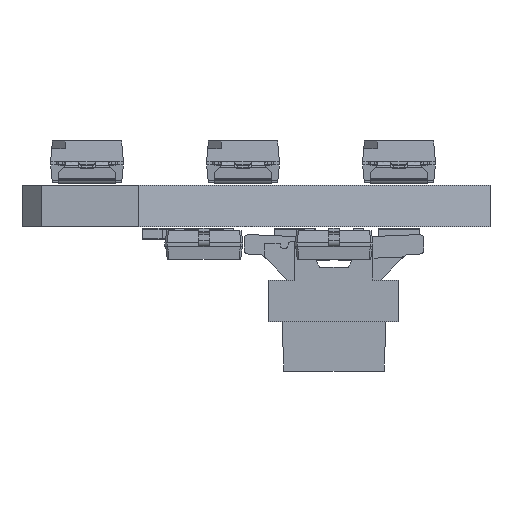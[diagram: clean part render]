
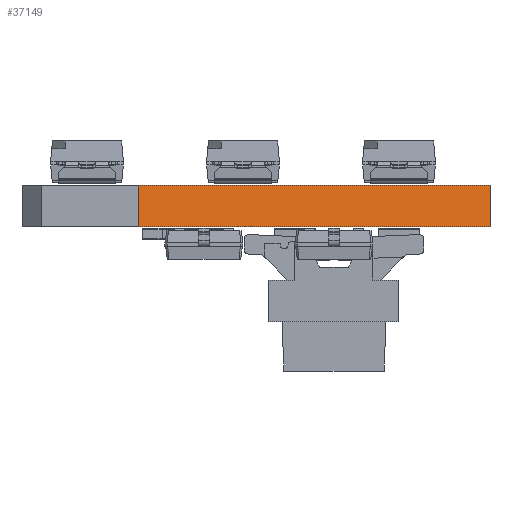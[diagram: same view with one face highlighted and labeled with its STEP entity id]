
A CAD part, front view. The second image highlights one B-rep face of the part: STEP entity #37149.
In plain terms, the highlighted planar face has unit normal (0.486, -0.874, 0).
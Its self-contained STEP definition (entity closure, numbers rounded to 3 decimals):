
#37008 = PLANE('',#37009);
#37009 = AXIS2_PLACEMENT_3D('',#37010,#37011,#37012);
#37010 = CARTESIAN_POINT('',(128.394,-92.062,1.6));
#37011 = DIRECTION('',(0.,0.,1.));
#37012 = DIRECTION('',(1.,0.,-0.));
#37036 = PLANE('',#37037);
#37037 = AXIS2_PLACEMENT_3D('',#37038,#37039,#37040);
#37038 = CARTESIAN_POINT('',(121.,-119.75,0.));
#37039 = DIRECTION('',(0.,1.,0.));
#37040 = DIRECTION('',(1.,0.,0.));
#37062 = PLANE('',#37063);
#37063 = AXIS2_PLACEMENT_3D('',#37064,#37065,#37066);
#37064 = CARTESIAN_POINT('',(128.394,-92.062,0.));
#37065 = DIRECTION('',(0.,0.,1.));
#37066 = DIRECTION('',(1.,0.,-0.));
#37079 = VERTEX_POINT('',#37080);
#37080 = CARTESIAN_POINT('',(124.75,-119.75,1.6));
#37101 = EDGE_CURVE('',#37102,#37079,#37104,.T.);
#37102 = VERTEX_POINT('',#37103);
#37103 = CARTESIAN_POINT('',(124.75,-119.75,0.));
#37104 = SURFACE_CURVE('',#37105,(#37109,#37116),.PCURVE_S1.);
#37105 = LINE('',#37106,#37107);
#37106 = CARTESIAN_POINT('',(124.75,-119.75,0.));
#37107 = VECTOR('',#37108,1.);
#37108 = DIRECTION('',(0.,0.,1.));
#37109 = PCURVE('',#37036,#37110);
#37110 = DEFINITIONAL_REPRESENTATION('',(#37111),#37115);
#37111 = LINE('',#37112,#37113);
#37112 = CARTESIAN_POINT('',(3.75,0.));
#37113 = VECTOR('',#37114,1.);
#37114 = DIRECTION('',(0.,-1.));
#37115 = ( GEOMETRIC_REPRESENTATION_CONTEXT(2) 
PARAMETRIC_REPRESENTATION_CONTEXT() REPRESENTATION_CONTEXT('2D SPACE',''
  ) );
#37116 = PCURVE('',#37117,#37122);
#37117 = PLANE('',#37118);
#37118 = AXIS2_PLACEMENT_3D('',#37119,#37120,#37121);
#37119 = CARTESIAN_POINT('',(124.75,-119.75,0.));
#37120 = DIRECTION('',(-0.486,0.874,0.));
#37121 = DIRECTION('',(0.874,0.486,0.));
#37122 = DEFINITIONAL_REPRESENTATION('',(#37123),#37127);
#37123 = LINE('',#37124,#37125);
#37124 = CARTESIAN_POINT('',(0.,0.));
#37125 = VECTOR('',#37126,1.);
#37126 = DIRECTION('',(0.,-1.));
#37127 = ( GEOMETRIC_REPRESENTATION_CONTEXT(2) 
PARAMETRIC_REPRESENTATION_CONTEXT() REPRESENTATION_CONTEXT('2D SPACE',''
  ) );
#37149 = ADVANCED_FACE('',(#37150),#37117,.F.);
#37150 = FACE_BOUND('',#37151,.F.);
#37151 = EDGE_LOOP('',(#37152,#37153,#37176,#37204));
#37152 = ORIENTED_EDGE('',*,*,#37101,.T.);
#37153 = ORIENTED_EDGE('',*,*,#37154,.T.);
#37154 = EDGE_CURVE('',#37079,#37155,#37157,.T.);
#37155 = VERTEX_POINT('',#37156);
#37156 = CARTESIAN_POINT('',(138.25,-112.25,1.6));
#37157 = SURFACE_CURVE('',#37158,(#37162,#37169),.PCURVE_S1.);
#37158 = LINE('',#37159,#37160);
#37159 = CARTESIAN_POINT('',(124.75,-119.75,1.6));
#37160 = VECTOR('',#37161,1.);
#37161 = DIRECTION('',(0.874,0.486,0.));
#37162 = PCURVE('',#37117,#37163);
#37163 = DEFINITIONAL_REPRESENTATION('',(#37164),#37168);
#37164 = LINE('',#37165,#37166);
#37165 = CARTESIAN_POINT('',(0.,-1.6));
#37166 = VECTOR('',#37167,1.);
#37167 = DIRECTION('',(1.,0.));
#37168 = ( GEOMETRIC_REPRESENTATION_CONTEXT(2) 
PARAMETRIC_REPRESENTATION_CONTEXT() REPRESENTATION_CONTEXT('2D SPACE',''
  ) );
#37169 = PCURVE('',#37008,#37170);
#37170 = DEFINITIONAL_REPRESENTATION('',(#37171),#37175);
#37171 = LINE('',#37172,#37173);
#37172 = CARTESIAN_POINT('',(-3.644,-27.688));
#37173 = VECTOR('',#37174,1.);
#37174 = DIRECTION('',(0.874,0.486));
#37175 = ( GEOMETRIC_REPRESENTATION_CONTEXT(2) 
PARAMETRIC_REPRESENTATION_CONTEXT() REPRESENTATION_CONTEXT('2D SPACE',''
  ) );
#37176 = ORIENTED_EDGE('',*,*,#37177,.F.);
#37177 = EDGE_CURVE('',#37178,#37155,#37180,.T.);
#37178 = VERTEX_POINT('',#37179);
#37179 = CARTESIAN_POINT('',(138.25,-112.25,0.));
#37180 = SURFACE_CURVE('',#37181,(#37185,#37192),.PCURVE_S1.);
#37181 = LINE('',#37182,#37183);
#37182 = CARTESIAN_POINT('',(138.25,-112.25,0.));
#37183 = VECTOR('',#37184,1.);
#37184 = DIRECTION('',(0.,0.,1.));
#37185 = PCURVE('',#37117,#37186);
#37186 = DEFINITIONAL_REPRESENTATION('',(#37187),#37191);
#37187 = LINE('',#37188,#37189);
#37188 = CARTESIAN_POINT('',(15.443,0.));
#37189 = VECTOR('',#37190,1.);
#37190 = DIRECTION('',(0.,-1.));
#37191 = ( GEOMETRIC_REPRESENTATION_CONTEXT(2) 
PARAMETRIC_REPRESENTATION_CONTEXT() REPRESENTATION_CONTEXT('2D SPACE',''
  ) );
#37192 = PCURVE('',#37193,#37198);
#37193 = PLANE('',#37194);
#37194 = AXIS2_PLACEMENT_3D('',#37195,#37196,#37197);
#37195 = CARTESIAN_POINT('',(138.25,-112.25,0.));
#37196 = DIRECTION('',(-1.,0.,0.));
#37197 = DIRECTION('',(0.,1.,0.));
#37198 = DEFINITIONAL_REPRESENTATION('',(#37199),#37203);
#37199 = LINE('',#37200,#37201);
#37200 = CARTESIAN_POINT('',(0.,0.));
#37201 = VECTOR('',#37202,1.);
#37202 = DIRECTION('',(0.,-1.));
#37203 = ( GEOMETRIC_REPRESENTATION_CONTEXT(2) 
PARAMETRIC_REPRESENTATION_CONTEXT() REPRESENTATION_CONTEXT('2D SPACE',''
  ) );
#37204 = ORIENTED_EDGE('',*,*,#37205,.F.);
#37205 = EDGE_CURVE('',#37102,#37178,#37206,.T.);
#37206 = SURFACE_CURVE('',#37207,(#37211,#37218),.PCURVE_S1.);
#37207 = LINE('',#37208,#37209);
#37208 = CARTESIAN_POINT('',(124.75,-119.75,0.));
#37209 = VECTOR('',#37210,1.);
#37210 = DIRECTION('',(0.874,0.486,0.));
#37211 = PCURVE('',#37117,#37212);
#37212 = DEFINITIONAL_REPRESENTATION('',(#37213),#37217);
#37213 = LINE('',#37214,#37215);
#37214 = CARTESIAN_POINT('',(0.,0.));
#37215 = VECTOR('',#37216,1.);
#37216 = DIRECTION('',(1.,0.));
#37217 = ( GEOMETRIC_REPRESENTATION_CONTEXT(2) 
PARAMETRIC_REPRESENTATION_CONTEXT() REPRESENTATION_CONTEXT('2D SPACE',''
  ) );
#37218 = PCURVE('',#37062,#37219);
#37219 = DEFINITIONAL_REPRESENTATION('',(#37220),#37224);
#37220 = LINE('',#37221,#37222);
#37221 = CARTESIAN_POINT('',(-3.644,-27.688));
#37222 = VECTOR('',#37223,1.);
#37223 = DIRECTION('',(0.874,0.486));
#37224 = ( GEOMETRIC_REPRESENTATION_CONTEXT(2) 
PARAMETRIC_REPRESENTATION_CONTEXT() REPRESENTATION_CONTEXT('2D SPACE',''
  ) );
